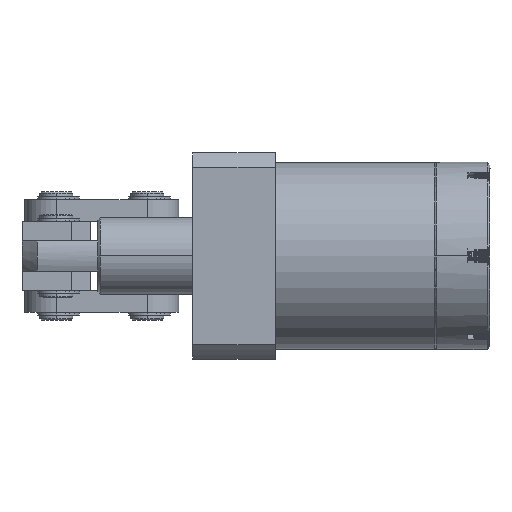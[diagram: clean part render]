
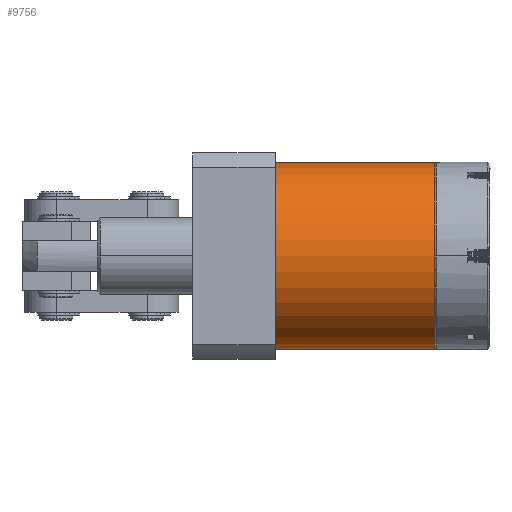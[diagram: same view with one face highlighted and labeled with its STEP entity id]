
A CAD part, left-side view. The second image highlights one B-rep face of the part: STEP entity #9756.
In plain terms, the highlighted cylindrical face has radius 34 mm (diameter 68 mm), a partial arc.
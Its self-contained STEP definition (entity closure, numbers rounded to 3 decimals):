
#1545 = EDGE_CURVE ( 'NONE', #20408, #22206, #5393, .T. ) ;
#2156 = CYLINDRICAL_SURFACE ( 'NONE', #29309, 34. ) ;
#4354 = CARTESIAN_POINT ( 'NONE',  ( 0., 0., 34. ) ) ;
#5032 = AXIS2_PLACEMENT_3D ( 'NONE', #39301, #17249, #43021 ) ;
#5090 = CARTESIAN_POINT ( 'NONE',  ( 0., 0., -34. ) ) ;
#5393 = LINE ( 'NONE', #5090, #43444 ) ;
#7591 = CIRCLE ( 'NONE', #5032, 34. ) ;
#8618 = EDGE_LOOP ( 'NONE', ( #18962, #38272, #31736, #17024 ) ) ;
#8720 = DIRECTION ( 'NONE',  ( 0., -1., 0. ) ) ;
#9756 = ADVANCED_FACE ( 'NONE', ( #44833 ), #2156, .T. ) ;
#10877 = CIRCLE ( 'NONE', #33091, 34. ) ;
#11819 = DIRECTION ( 'NONE',  ( 0., -1., 0. ) ) ;
#12112 = EDGE_CURVE ( 'NONE', #23978, #21620, #45106, .T. ) ;
#17024 = ORIENTED_EDGE ( 'NONE', *, *, #34237, .T. ) ;
#17249 = DIRECTION ( 'NONE',  ( 0., -1., 0. ) ) ;
#18962 = ORIENTED_EDGE ( 'NONE', *, *, #12112, .F. ) ;
#19948 = DIRECTION ( 'NONE',  ( 0., -1., 0. ) ) ;
#20289 = CARTESIAN_POINT ( 'NONE',  ( 0., -58., 0. ) ) ;
#20408 = VERTEX_POINT ( 'NONE', #41906 ) ;
#21620 = VERTEX_POINT ( 'NONE', #23592 ) ;
#22206 = VERTEX_POINT ( 'NONE', #45448 ) ;
#23572 = DIRECTION ( 'NONE',  ( 0., 0., -1. ) ) ;
#23592 = CARTESIAN_POINT ( 'NONE',  ( 0., -58., 34. ) ) ;
#23978 = VERTEX_POINT ( 'NONE', #32098 ) ;
#24002 = DIRECTION ( 'NONE',  ( 0., 0., -1. ) ) ;
#29309 = AXIS2_PLACEMENT_3D ( 'NONE', #45639, #8720, #23572 ) ;
#31736 = ORIENTED_EDGE ( 'NONE', *, *, #1545, .T. ) ;
#32098 = CARTESIAN_POINT ( 'NONE',  ( 0., 0., 34. ) ) ;
#33091 = AXIS2_PLACEMENT_3D ( 'NONE', #20289, #46058, #24002 ) ;
#34237 = EDGE_CURVE ( 'NONE', #22206, #21620, #10877, .T. ) ;
#35290 = VECTOR ( 'NONE', #11819, 1000. ) ;
#38272 = ORIENTED_EDGE ( 'NONE', *, *, #46774, .T. ) ;
#39301 = CARTESIAN_POINT ( 'NONE',  ( 0., 0., 0. ) ) ;
#41906 = CARTESIAN_POINT ( 'NONE',  ( 0., 0., -34. ) ) ;
#43021 = DIRECTION ( 'NONE',  ( 0., 0., -1. ) ) ;
#43444 = VECTOR ( 'NONE', #19948, 1000. ) ;
#44833 = FACE_OUTER_BOUND ( 'NONE', #8618, .T. ) ;
#45106 = LINE ( 'NONE', #4354, #35290 ) ;
#45448 = CARTESIAN_POINT ( 'NONE',  ( 0., -58., -34. ) ) ;
#45639 = CARTESIAN_POINT ( 'NONE',  ( 0., 0., 0. ) ) ;
#46058 = DIRECTION ( 'NONE',  ( 0., 1., 0. ) ) ;
#46774 = EDGE_CURVE ( 'NONE', #23978, #20408, #7591, .T. ) ;
